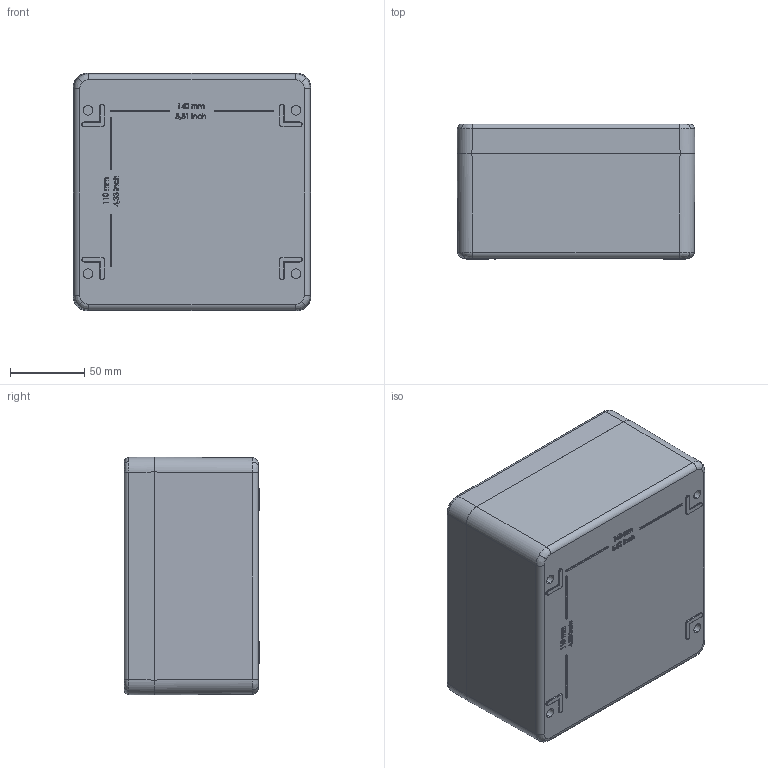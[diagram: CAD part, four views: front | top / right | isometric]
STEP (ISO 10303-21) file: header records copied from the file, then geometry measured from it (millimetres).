
FILE_DESCRIPTION (( 'STEP AP214' ), '1' );
FILE_NAME ('26161609.STEP', '2017-06-08T12:40:30', ( 'Macha' ), ( 'Hewlett-Packard Company' ), 'SwSTEP 2.0', 'SolidWorks 2015', '' );
FILE_SCHEMA (( 'AUTOMOTIVE_DESIGN' ));
Length unit declared in the file: millimetre
Products named in the file (9): 92684; 82015_580; 93135; 23046-Deckel; 23046-Unterteil; 86222; 86224; 26161609
Assembly tree (19 placements, depth 3):
  26161609
    23046-Unterteil
      23046-Unterteil
      86224  x4
      86222  x6
    23046-Deckel
    93135  x4
    82015_580
    92684
Bounding box: 160 x 91 x 160 mm (x, y, z)
Volume: 692598.3 mm3; surface area: 231989.4 mm2
Topology: 18 solids, 18 shells, 1732 faces, 4310 edges, 2710 vertices
Faces by surface type: plane 706, bspline 448, cylinder 260, cone 218, torus 100
Entity records: 64096 total; most frequent: CARTESIAN_POINT 34189, ORIENTED_EDGE 6836, DIRECTION 4944, EDGE_CURVE 3418, VERTEX_POINT 2172, VECTOR 1774, LINE 1774, AXIS2_PLACEMENT_3D 1585
